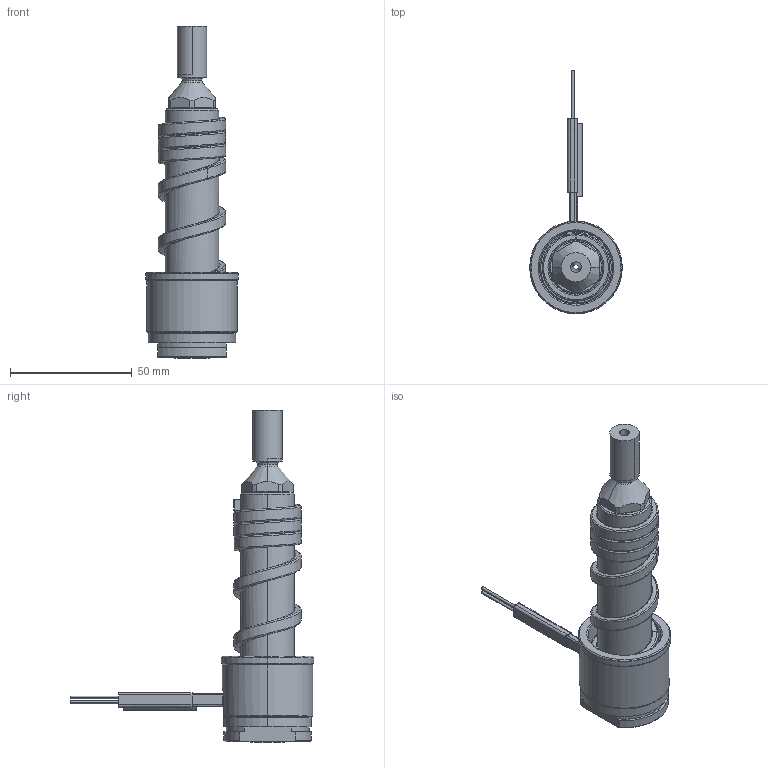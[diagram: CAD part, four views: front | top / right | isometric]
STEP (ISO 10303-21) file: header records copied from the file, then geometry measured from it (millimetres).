
FILE_DESCRIPTION((''),'2;1');
FILE_NAME('LS-116-APO-H_ASM','2014-02-13T',('Íàòàëüÿ'),('IMID'),'PRO/ENGINEER BY PARAMETRIC TECHNOLOGY CORPORATION, 2010480','PRO/ENGINEER BY PARAMETRIC TECHNOLOGY CORPORATION, 2010480','');
FILE_SCHEMA(('CONFIG_CONTROL_DESIGN'));
Length unit declared in the file: millimetre
Products named in the file (8): FLS36X116; KLS3825_VTULKA; VPLS-12-H_NAKON; PLS1014_PROKLADKA; KNP_28-D-22X85; TP_05-08-85; PRT0001; LS-116-APO-H_ASM
Assembly tree (7 placements, depth 2):
  LS-116-APO-H_ASM
    FLS36X116
    KLS3825_VTULKA
    VPLS-12-H_NAKON
    PLS1014_PROKLADKA
    KNP_28-D-22X85
    TP_05-08-85
    PRT0001
Bounding box: 38 x 100 x 136.2 mm (x, y, z)
Volume: 126218 mm3; surface area: 65256.4 mm2
Topology: 7 solids, 20 shells, 578 faces, 1388 edges, 826 vertices
Faces by surface type: cylinder 184, bspline 105, cone 100, plane 98, torus 53, revolution 18, extrusion 16, sphere 4
Entity records: 31311 total; most frequent: CARTESIAN_POINT 18325, ORIENTED_EDGE 2696, DIRECTION 2574, EDGE_CURVE 1372, AXIS2_PLACEMENT_3D 1033, VERTEX_POINT 826, EDGE_LOOP 626, FACE_OUTER_BOUND 578
